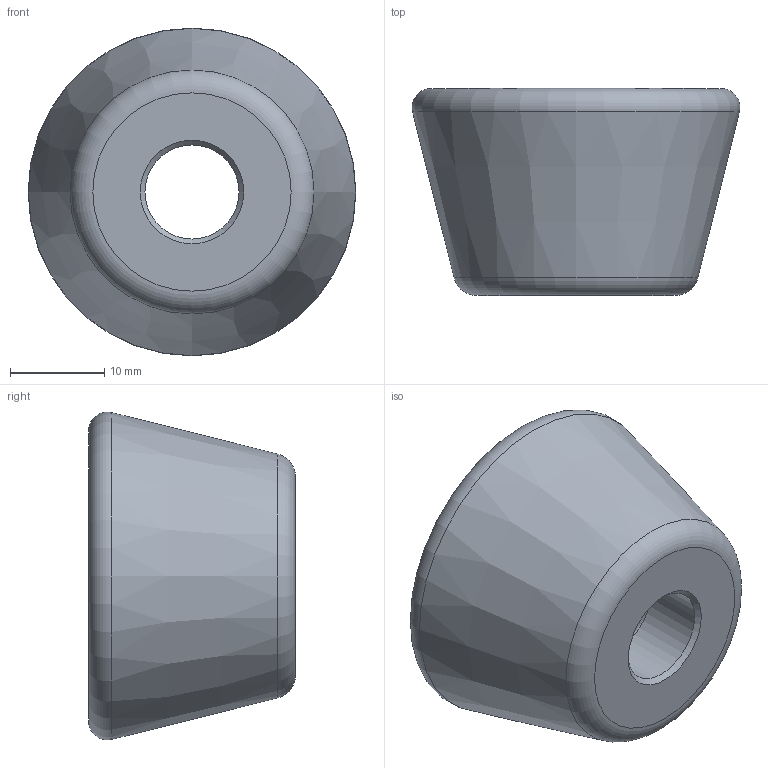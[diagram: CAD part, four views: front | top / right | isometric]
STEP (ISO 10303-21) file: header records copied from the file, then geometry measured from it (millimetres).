
FILE_DESCRIPTION(/* description */ (''),/* implementation_level */ '2;1');
FILE_NAME(/* name */ 'Belt Tension Cover.step',/* time_stamp */ '2025-11-18T16:33:25+01:00',/* author */ (''),/* organization */ (''),/* preprocessor_version */ 'ST-DEVELOPER v20.1',/* originating_system */ 'Autodesk Translation Framework v14.21.0.0',/* authorisation */ '');
FILE_SCHEMA (('AUTOMOTIVE_DESIGN { 1 0 10303 214 3 1 1 }'));
Length unit declared in the file: millimetre
Products named in the file (1): Cover
Bounding box: 34.86 x 22 x 34.86 mm (x, y, z)
Volume: 9344.8 mm3; surface area: 5187 mm2
Topology: 1 solids, 1 shells, 19 faces, 47 edges, 31 vertices
Faces by surface type: cylinder 7, bspline 5, plane 3, cone 2, torus 2
Full cylindrical faces by diameter (mm): 10 x1, 24.349 x4
Entity records: 2540 total; most frequent: CARTESIAN_POINT 2095, ORIENTED_EDGE 94, DIRECTION 64, EDGE_CURVE 47, VERTEX_POINT 31, AXIS2_PLACEMENT_3D 28, B_SPLINE_CURVE_WITH_KNOTS 26, EDGE_LOOP 22
